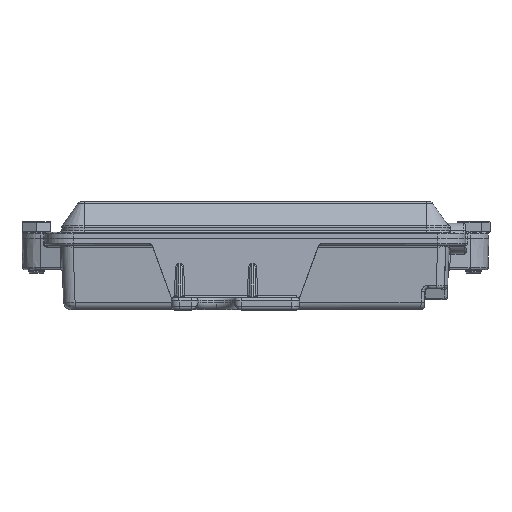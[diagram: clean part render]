
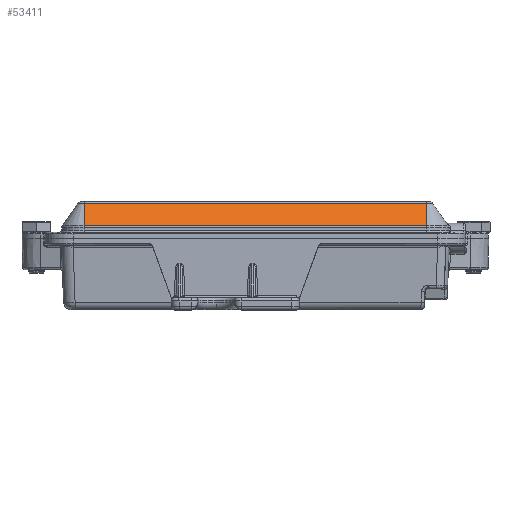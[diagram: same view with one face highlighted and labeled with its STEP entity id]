
A CAD part, top view. The second image highlights one B-rep face of the part: STEP entity #53411.
In plain terms, the highlighted face is planar.
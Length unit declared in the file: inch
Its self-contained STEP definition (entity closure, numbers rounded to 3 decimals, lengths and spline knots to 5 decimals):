
#3140 = CARTESIAN_POINT ( 'NONE',  ( -1.87126, 0.01433, -1.44981 ) ) ;
#3320 = LINE ( 'NONE', #85391, #75969 ) ;
#5980 = CARTESIAN_POINT ( 'NONE',  ( 3.37126, 0.01433, -1.44981 ) ) ;
#11883 = VERTEX_POINT ( 'NONE', #65245 ) ;
#16833 = AXIS2_PLACEMENT_3D ( 'NONE', #17512, #38683, #102536 ) ;
#17512 = CARTESIAN_POINT ( 'NONE',  ( -1.87126, 0., -1.45984 ) ) ;
#19048 = LINE ( 'NONE', #27649, #42207 ) ;
#25360 = ORIENTED_EDGE ( 'NONE', *, *, #118120, .T. ) ;
#27649 = CARTESIAN_POINT ( 'NONE',  ( -1.87126, 0., -1.45984 ) ) ;
#32651 = VECTOR ( 'NONE', #61284, 39.37008 ) ;
#38251 = ORIENTED_EDGE ( 'NONE', *, *, #129912, .T. ) ;
#38683 = DIRECTION ( 'NONE',  ( 0., 0.574, -0.819 ) ) ;
#42207 = VECTOR ( 'NONE', #69999, 39.37008 ) ;
#45252 = VECTOR ( 'NONE', #100211, 39.37008 ) ;
#53411 = ADVANCED_FACE ( 'NONE', ( #60276 ), #103476, .T. ) ;
#54689 = CARTESIAN_POINT ( 'NONE',  ( 3.37126, 0.35723, -1.20971 ) ) ;
#60276 = FACE_OUTER_BOUND ( 'NONE', #88969, .T. ) ;
#61284 = DIRECTION ( 'NONE',  ( -1., 0., 0. ) ) ;
#62801 = EDGE_CURVE ( 'NONE', #109096, #109945, #105049, .T. ) ;
#64849 = EDGE_CURVE ( 'NONE', #11883, #109945, #19048, .T. ) ;
#65245 = CARTESIAN_POINT ( 'NONE',  ( -1.87126, 0.35723, -1.20971 ) ) ;
#69999 = DIRECTION ( 'NONE',  ( 0., -0.819, -0.574 ) ) ;
#75969 = VECTOR ( 'NONE', #95473, 39.37008 ) ;
#85391 = CARTESIAN_POINT ( 'NONE',  ( -1.87126, 0.35723, -1.20971 ) ) ;
#88969 = EDGE_LOOP ( 'NONE', ( #127586, #38251, #25360, #116134 ) ) ;
#90451 = CARTESIAN_POINT ( 'NONE',  ( 3.37126, 0., -1.45984 ) ) ;
#92428 = CARTESIAN_POINT ( 'NONE',  ( -1.87126, 0.01433, -1.44981 ) ) ;
#95473 = DIRECTION ( 'NONE',  ( 1., 0., 0. ) ) ;
#100211 = DIRECTION ( 'NONE',  ( 0., -0.819, -0.574 ) ) ;
#102536 = DIRECTION ( 'NONE',  ( 0., 0.819, 0.574 ) ) ;
#103476 = PLANE ( 'NONE',  #16833 ) ;
#105049 = LINE ( 'NONE', #92428, #32651 ) ;
#109096 = VERTEX_POINT ( 'NONE', #5980 ) ;
#109945 = VERTEX_POINT ( 'NONE', #3140 ) ;
#114480 = VERTEX_POINT ( 'NONE', #54689 ) ;
#116134 = ORIENTED_EDGE ( 'NONE', *, *, #62801, .T. ) ;
#118120 = EDGE_CURVE ( 'NONE', #114480, #109096, #129059, .T. ) ;
#127586 = ORIENTED_EDGE ( 'NONE', *, *, #64849, .F. ) ;
#129059 = LINE ( 'NONE', #90451, #45252 ) ;
#129912 = EDGE_CURVE ( 'NONE', #11883, #114480, #3320, .T. ) ;
